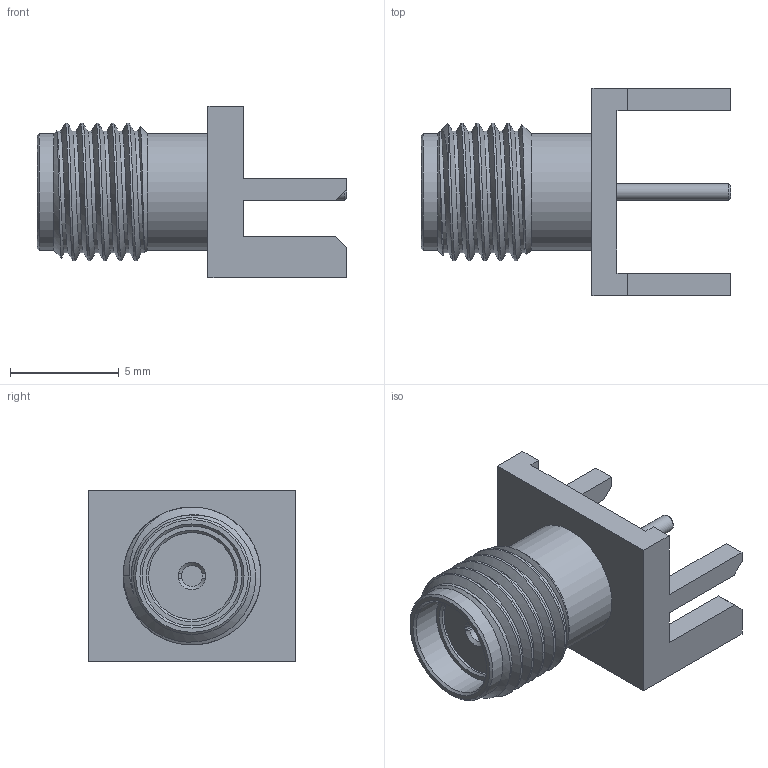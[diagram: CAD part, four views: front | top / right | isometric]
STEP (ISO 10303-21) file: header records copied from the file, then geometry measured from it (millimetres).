
FILE_DESCRIPTION(('FreeCAD Model'),'2;1');
FILE_NAME('Open CASCADE Shape Model','2024-10-02T15:45:08',( 'kicad StepUp'),('ksu MCAD'),'Open CASCADE STEP processor 7.8', 'FreeCAD','Unknown');
FILE_SCHEMA(('AUTOMOTIVE_DESIGN { 1 0 10303 214 1 1 1 1 }'));
Length unit declared in the file: millimetre
Products named in the file (1): SMA_Molex_73251-1153_EdgeMount_Horizontal
Bounding box: 14.27 x 9.52 x 7.92 mm (x, y, z)
Volume: 292.4 mm3; surface area: 534.1 mm2
Topology: 1 solids, 1 shells, 85 faces, 195 edges, 119 vertices
Faces by surface type: plane 41, bspline 20, cylinder 15, cone 9
Full cylindrical faces by diameter (mm): 0.76 x1, 0.97 x1, 4 x1, 4.2 x1, 4.597 x1, 5.385 x2, 6.35 x3
Entity records: 3720 total; most frequent: CARTESIAN_POINT 1879, ORIENTED_EDGE 390, DIRECTION 315, EDGE_CURVE 195, VERTEX_POINT 119, LINE 107, VECTOR 107, AXIS2_PLACEMENT_3D 104
